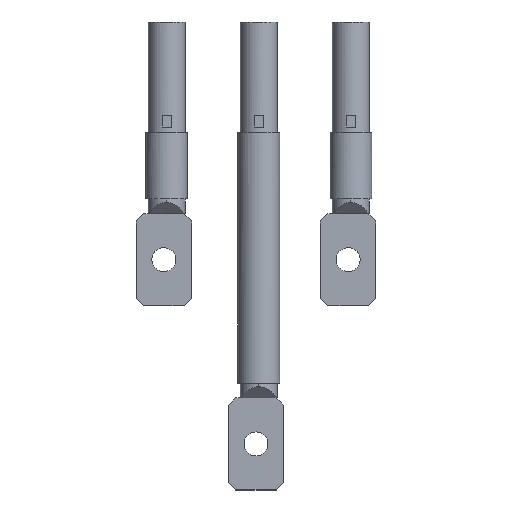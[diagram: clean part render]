
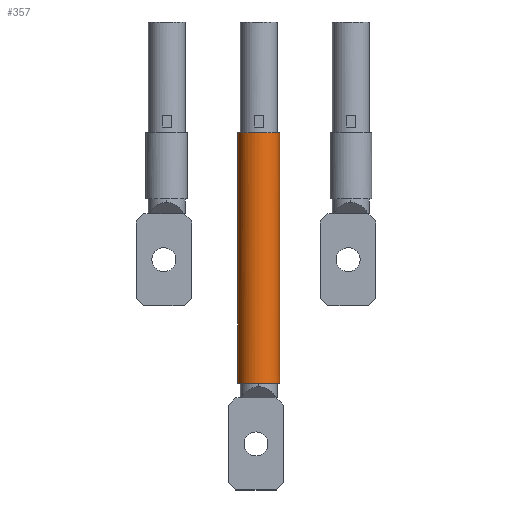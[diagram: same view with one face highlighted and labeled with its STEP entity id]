
A CAD part, top view. The second image highlights one B-rep face of the part: STEP entity #357.
In plain terms, the highlighted cylindrical face has radius 5.65 mm (diameter 11.3 mm), a partial arc.
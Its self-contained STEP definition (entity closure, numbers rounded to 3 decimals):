
#269=AXIS2_PLACEMENT_3D('Circle Axis2P3D',#267,#268,$) ;
#298=AXIS2_PLACEMENT_3D('Cylinder Axis2P3D',#295,#296,#297) ;
#309=AXIS2_PLACEMENT_3D('Circle Axis2P3D',#307,#308,$) ;
#316=AXIS2_PLACEMENT_3D('Circle Axis2P3D',#314,#315,$) ;
#323=AXIS2_PLACEMENT_3D('Circle Axis2P3D',#321,#322,$) ;
#330=AXIS2_PLACEMENT_3D('Circle Axis2P3D',#328,#329,$) ;
#337=AXIS2_PLACEMENT_3D('Circle Axis2P3D',#335,#336,$) ;
#262=CARTESIAN_POINT('Vertex',(-5.65,-8.,57.5)) ;
#264=CARTESIAN_POINT('Vertex',(5.65,-8.,57.5)) ;
#267=CARTESIAN_POINT('Axis2P3D Location',(0.,-8.,57.5)) ;
#295=CARTESIAN_POINT('Axis2P3D Location',(0.,-17.,57.5)) ;
#300=CARTESIAN_POINT('Line Origine',(-5.65,-17.,57.5)) ;
#304=CARTESIAN_POINT('Vertex',(-5.65,-76.,57.5)) ;
#307=CARTESIAN_POINT('Axis2P3D Location',(0.,-76.,57.5)) ;
#311=CARTESIAN_POINT('Vertex',(-5.,-76.,60.131)) ;
#314=CARTESIAN_POINT('Axis2P3D Location',(0.,-76.,57.5)) ;
#318=CARTESIAN_POINT('Vertex',(-2.631,-76.,62.5)) ;
#321=CARTESIAN_POINT('Axis2P3D Location',(0.,-76.,57.5)) ;
#325=CARTESIAN_POINT('Vertex',(2.631,-76.,62.5)) ;
#328=CARTESIAN_POINT('Axis2P3D Location',(0.,-76.,57.5)) ;
#332=CARTESIAN_POINT('Vertex',(5.,-76.,60.131)) ;
#335=CARTESIAN_POINT('Axis2P3D Location',(0.,-76.,57.5)) ;
#339=CARTESIAN_POINT('Vertex',(5.65,-76.,57.5)) ;
#342=CARTESIAN_POINT('Line Origine',(5.65,-17.,57.5)) ;
#268=DIRECTION('Axis2P3D Direction',(0.,-1.,0.)) ;
#296=DIRECTION('Axis2P3D Direction',(0.,-1.,0.)) ;
#297=DIRECTION('Axis2P3D XDirection',(1.,0.,0.)) ;
#301=DIRECTION('Vector Direction',(0.,-1.,0.)) ;
#308=DIRECTION('Axis2P3D Direction',(0.,-1.,0.)) ;
#315=DIRECTION('Axis2P3D Direction',(0.,-1.,0.)) ;
#322=DIRECTION('Axis2P3D Direction',(0.,-1.,0.)) ;
#329=DIRECTION('Axis2P3D Direction',(0.,-1.,0.)) ;
#336=DIRECTION('Axis2P3D Direction',(0.,-1.,0.)) ;
#343=DIRECTION('Vector Direction',(0.,-1.,0.)) ;
#302=VECTOR('Line Direction',#301,1.) ;
#344=VECTOR('Line Direction',#343,1.) ;
#348=ORIENTED_EDGE('',*,*,#306,.F.) ;
#349=ORIENTED_EDGE('',*,*,#313,.T.) ;
#350=ORIENTED_EDGE('',*,*,#320,.F.) ;
#351=ORIENTED_EDGE('',*,*,#327,.T.) ;
#352=ORIENTED_EDGE('',*,*,#334,.F.) ;
#353=ORIENTED_EDGE('',*,*,#341,.T.) ;
#354=ORIENTED_EDGE('',*,*,#346,.T.) ;
#355=ORIENTED_EDGE('',*,*,#271,.T.) ;
#357=ADVANCED_FACE('Terminali posteriori orientabili R superiori',(#356),#299,.T.) ;
#270=CIRCLE('generated circle',#269,5.65) ;
#310=CIRCLE('generated circle',#309,5.65) ;
#317=CIRCLE('generated circle',#316,5.65) ;
#324=CIRCLE('generated circle',#323,5.65) ;
#331=CIRCLE('generated circle',#330,5.65) ;
#338=CIRCLE('generated circle',#337,5.65) ;
#299=CYLINDRICAL_SURFACE('generated cylinder',#298,5.65) ;
#271=EDGE_CURVE('',#265,#263,#270,.T.) ;
#306=EDGE_CURVE('',#305,#263,#303,.F.) ;
#313=EDGE_CURVE('',#305,#312,#310,.F.) ;
#320=EDGE_CURVE('',#319,#312,#317,.T.) ;
#327=EDGE_CURVE('',#319,#326,#324,.F.) ;
#334=EDGE_CURVE('',#333,#326,#331,.T.) ;
#341=EDGE_CURVE('',#333,#340,#338,.F.) ;
#346=EDGE_CURVE('',#340,#265,#345,.F.) ;
#347=EDGE_LOOP('',(#348,#349,#350,#351,#352,#353,#354,#355)) ;
#356=FACE_OUTER_BOUND('',#347,.T.) ;
#303=LINE('Line',#300,#302) ;
#345=LINE('Line',#342,#344) ;
#263=VERTEX_POINT('',#262) ;
#265=VERTEX_POINT('',#264) ;
#305=VERTEX_POINT('',#304) ;
#312=VERTEX_POINT('',#311) ;
#319=VERTEX_POINT('',#318) ;
#326=VERTEX_POINT('',#325) ;
#333=VERTEX_POINT('',#332) ;
#340=VERTEX_POINT('',#339) ;
